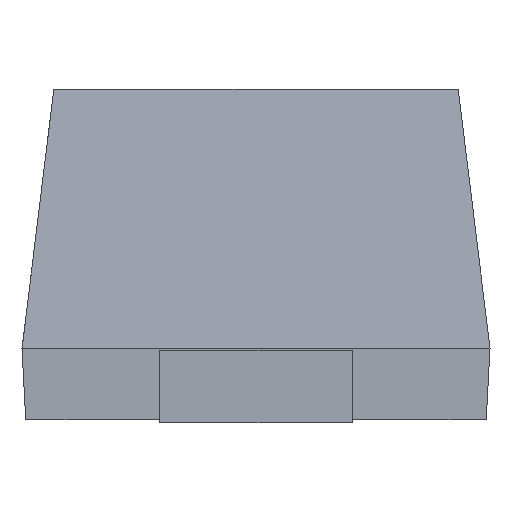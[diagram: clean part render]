
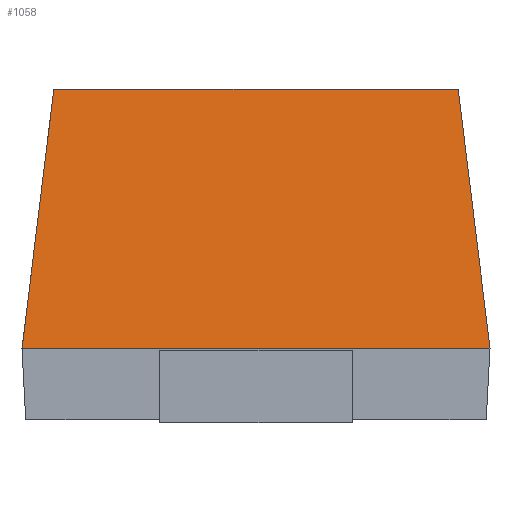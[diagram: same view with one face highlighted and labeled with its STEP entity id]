
A CAD part, front view. The second image highlights one B-rep face of the part: STEP entity #1058.
In plain terms, the highlighted planar face has unit normal (0, -0.993, 0.122).
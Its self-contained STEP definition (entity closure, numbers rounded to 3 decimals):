
#66 = VECTOR ( 'NONE', #4378, 1000. ) ;
#308 = FACE_OUTER_BOUND ( 'NONE', #4026, .T. ) ;
#442 = PLANE ( 'NONE',  #4577 ) ;
#531 = LINE ( 'NONE', #4721, #4703 ) ;
#850 = VERTEX_POINT ( 'NONE', #1438 ) ;
#935 = DIRECTION ( 'NONE',  ( 1., 0., 0. ) ) ;
#998 = CARTESIAN_POINT ( 'NONE',  ( 0.735, -1.235, 1.2 ) ) ;
#1006 = CARTESIAN_POINT ( 'NONE',  ( -1.087, -1.235, 1.2 ) ) ;
#1058 = ADVANCED_FACE ( 'NONE', ( #308 ), #442, .T. ) ;
#1385 = VECTOR ( 'NONE', #2471, 1000. ) ;
#1406 = DIRECTION ( 'NONE',  ( 0., -0.993, 0.122 ) ) ;
#1438 = CARTESIAN_POINT ( 'NONE',  ( -0.734, -1.235, 1.2 ) ) ;
#1439 = ORIENTED_EDGE ( 'NONE', *, *, #4801, .F. ) ;
#1615 = VECTOR ( 'NONE', #935, 1000. ) ;
#2258 = CARTESIAN_POINT ( 'NONE',  ( -1.087, -1.35, 0.26 ) ) ;
#2409 = CARTESIAN_POINT ( 'NONE',  ( -1.087, -1.35, 0.26 ) ) ;
#2452 = CARTESIAN_POINT ( 'NONE',  ( 0.735, -1.235, 1.2 ) ) ;
#2471 = DIRECTION ( 'NONE',  ( -1., 0., 0. ) ) ;
#2794 = CARTESIAN_POINT ( 'NONE',  ( 0.85, -1.35, 0.26 ) ) ;
#2827 = LINE ( 'NONE', #998, #66 ) ;
#3057 = ORIENTED_EDGE ( 'NONE', *, *, #4312, .T. ) ;
#3214 = VERTEX_POINT ( 'NONE', #2452 ) ;
#3236 = DIRECTION ( 'NONE',  ( -0.121, -0.121, -0.985 ) ) ;
#3382 = VERTEX_POINT ( 'NONE', #4784 ) ;
#3590 = DIRECTION ( 'NONE',  ( 0., -0.122, -0.993 ) ) ;
#3625 = EDGE_CURVE ( 'NONE', #3382, #4077, #4231, .T. ) ;
#3904 = ORIENTED_EDGE ( 'NONE', *, *, #3625, .T. ) ;
#4026 = EDGE_LOOP ( 'NONE', ( #1439, #3057, #4085, #3904 ) ) ;
#4077 = VERTEX_POINT ( 'NONE', #2794 ) ;
#4085 = ORIENTED_EDGE ( 'NONE', *, *, #4673, .T. ) ;
#4231 = LINE ( 'NONE', #2409, #1615 ) ;
#4312 = EDGE_CURVE ( 'NONE', #3214, #850, #4318, .T. ) ;
#4318 = LINE ( 'NONE', #1006, #1385 ) ;
#4378 = DIRECTION ( 'NONE',  ( 0.121, -0.121, -0.985 ) ) ;
#4577 = AXIS2_PLACEMENT_3D ( 'NONE', #2258, #1406, #3590 ) ;
#4673 = EDGE_CURVE ( 'NONE', #850, #3382, #531, .T. ) ;
#4703 = VECTOR ( 'NONE', #3236, 1000. ) ;
#4721 = CARTESIAN_POINT ( 'NONE',  ( -0.734, -1.235, 1.2 ) ) ;
#4784 = CARTESIAN_POINT ( 'NONE',  ( -0.85, -1.35, 0.26 ) ) ;
#4801 = EDGE_CURVE ( 'NONE', #3214, #4077, #2827, .T. ) ;
